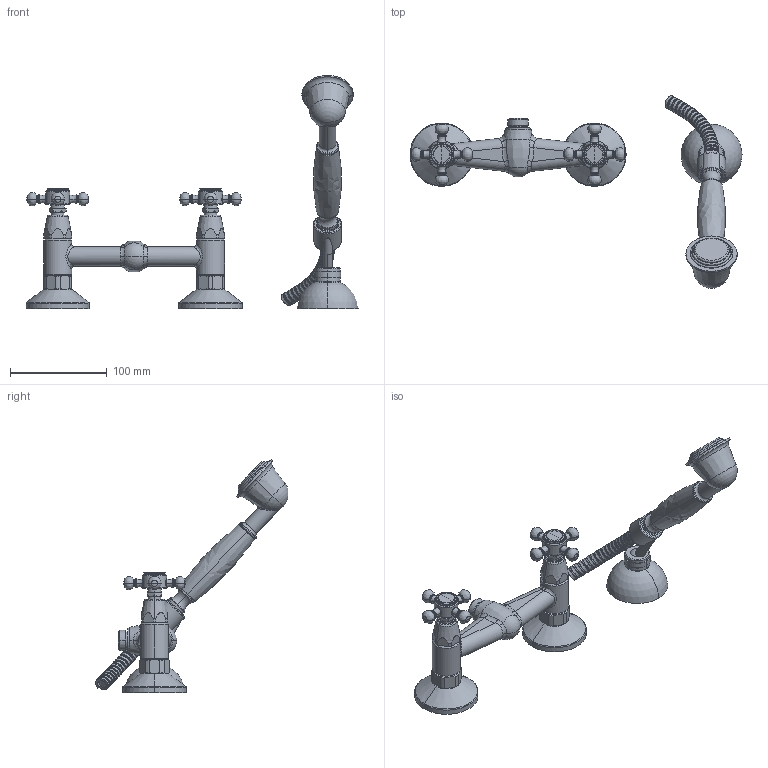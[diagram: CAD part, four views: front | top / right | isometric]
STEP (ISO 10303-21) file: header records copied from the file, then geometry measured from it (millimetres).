
FILE_DESCRIPTION((''),'2;1');
FILE_NAME('VLV168DCR','2021-11-11T08:45:24',('ut3'),('PAFFONI SpA'),'CREO PARAMETRIC BY PTC INC, 2020044','CREO PARAMETRIC BY PTC INC, 2020044','');
FILE_SCHEMA(('CONFIG_CONTROL_DESIGN','SHAPE_APPEARANCE_LAYERS_GROUPS'));
Products named in the file (1): VLV168DCR
Bounding box: 343.25 x 199.53 x 241.11 mm (x, y, z)
Volume: 432157.6 mm3; surface area: 128911 mm2
Topology: 4 solids, 5 shells, 1551 faces, 3991 edges, 2490 vertices
Faces by surface type: plane 662, cylinder 440, torus 150, cone 138, bspline 132, sphere 29
Entity records: 82398 total; most frequent: CARTESIAN_POINT 33407, ORIENTED_EDGE 7916, DIRECTION 7391, EDGE_CURVE 3958, AXIS2_PLACEMENT_3D 2877, VERTEX_POINT 2487, FILL_AREA_STYLE_COLOUR 1870, FILL_AREA_STYLE 1870
